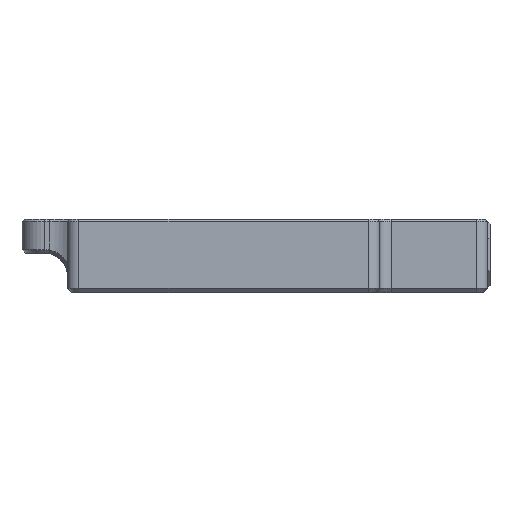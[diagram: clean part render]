
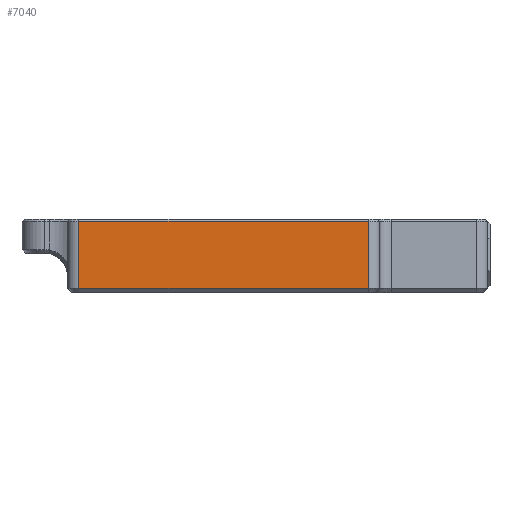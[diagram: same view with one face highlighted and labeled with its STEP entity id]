
A CAD part, left-side view. The second image highlights one B-rep face of the part: STEP entity #7040.
In plain terms, the highlighted planar face has unit normal (-1, 0, 0).
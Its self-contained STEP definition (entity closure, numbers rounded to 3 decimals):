
#163=PLANE('',#7531);
#802=FACE_OUTER_BOUND('',#1252,.T.);
#1252=EDGE_LOOP('',(#5015,#5016,#5017,#5018));
#1715=LINE('',#10700,#2421);
#1744=LINE('',#10787,#2450);
#1746=LINE('',#10793,#2452);
#1747=LINE('',#10794,#2453);
#2421=VECTOR('',#8280,10.);
#2450=VECTOR('',#8371,10.);
#2452=VECTOR('',#8377,10.);
#2453=VECTOR('',#8378,10.);
#3195=VERTEX_POINT('',#10690);
#3197=VERTEX_POINT('',#10696);
#3225=VERTEX_POINT('',#10786);
#3227=VERTEX_POINT('',#10792);
#3848=EDGE_CURVE('',#3195,#3197,#1715,.T.);
#3892=EDGE_CURVE('',#3197,#3225,#1744,.T.);
#3895=EDGE_CURVE('',#3227,#3195,#1746,.T.);
#3896=EDGE_CURVE('',#3225,#3227,#1747,.T.);
#5015=ORIENTED_EDGE('',*,*,#3848,.F.);
#5016=ORIENTED_EDGE('',*,*,#3895,.F.);
#5017=ORIENTED_EDGE('',*,*,#3896,.F.);
#5018=ORIENTED_EDGE('',*,*,#3892,.F.);
#7040=ADVANCED_FACE('',(#802),#163,.T.);
#7531=AXIS2_PLACEMENT_3D('',#10791,#8375,#8376);
#8280=DIRECTION('',(0.,1.,0.));
#8371=DIRECTION('',(0.,0.,1.));
#8375=DIRECTION('center_axis',(-1.,0.,0.));
#8376=DIRECTION('ref_axis',(0.,1.,0.));
#8377=DIRECTION('',(0.,0.,-1.));
#8378=DIRECTION('',(0.,-1.,0.));
#10690=CARTESIAN_POINT('',(-77.,-16.,339.704));
#10696=CARTESIAN_POINT('',(-77.,35.,339.704));
#10700=CARTESIAN_POINT('',(-77.,-9.,339.704));
#10786=CARTESIAN_POINT('',(-77.,35.,351.504));
#10787=CARTESIAN_POINT('',(-77.,35.,351.904));
#10791=CARTESIAN_POINT('Origin',(-77.,-18.,351.904));
#10792=CARTESIAN_POINT('',(-77.,-16.,351.504));
#10793=CARTESIAN_POINT('',(-77.,-16.,351.904));
#10794=CARTESIAN_POINT('',(-77.,-9.,351.504));
